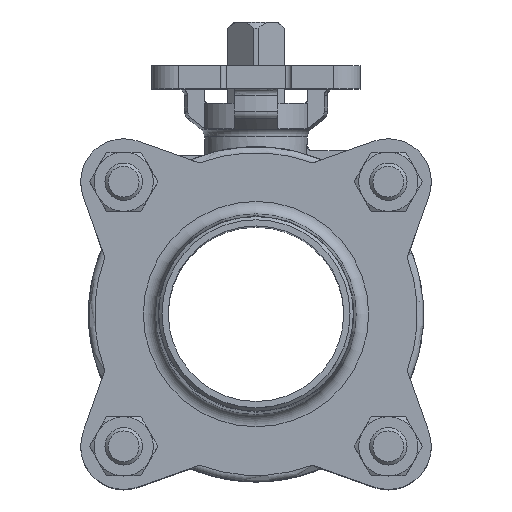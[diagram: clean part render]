
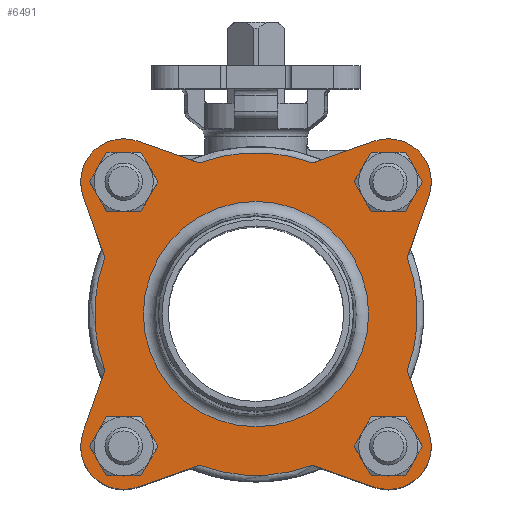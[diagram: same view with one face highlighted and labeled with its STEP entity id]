
A CAD part, top view. The second image highlights one B-rep face of the part: STEP entity #6491.
In plain terms, the highlighted planar face has unit normal (0, 0, 1).
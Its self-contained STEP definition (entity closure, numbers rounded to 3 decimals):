
#294=LINE('',#11155,#576);
#295=LINE('',#11159,#577);
#296=LINE('',#11160,#578);
#297=LINE('',#11164,#579);
#298=LINE('',#11165,#580);
#299=LINE('',#11169,#581);
#300=LINE('',#11170,#582);
#301=LINE('',#11174,#583);
#576=VECTOR('',#8382,1000.);
#577=VECTOR('',#8385,1000.);
#578=VECTOR('',#8386,1000.);
#579=VECTOR('',#8389,1000.);
#580=VECTOR('',#8390,1000.);
#581=VECTOR('',#8393,1000.);
#582=VECTOR('',#8394,1000.);
#583=VECTOR('',#8397,1000.);
#741=PLANE('',#7116);
#955=CIRCLE('',#6937,51.75);
#958=CIRCLE('',#6941,51.75);
#960=CIRCLE('',#6944,51.75);
#1074=CIRCLE('',#7117,9.);
#1075=CIRCLE('',#7118,9.);
#1076=CIRCLE('',#7119,9.);
#1077=CIRCLE('',#7120,9.);
#1078=CIRCLE('',#7121,51.75);
#1079=CIRCLE('',#7122,13.8);
#1080=CIRCLE('',#7123,13.8);
#1081=CIRCLE('',#7124,13.8);
#1082=CIRCLE('',#7125,13.8);
#1083=CIRCLE('',#7126,36.123);
#1866=ORIENTED_EDGE('',*,*,#3715,.F.);
#1867=ORIENTED_EDGE('',*,*,#3716,.F.);
#1868=ORIENTED_EDGE('',*,*,#3717,.F.);
#1869=ORIENTED_EDGE('',*,*,#3718,.F.);
#1870=ORIENTED_EDGE('',*,*,#3719,.F.);
#1871=ORIENTED_EDGE('',*,*,#3720,.T.);
#1872=ORIENTED_EDGE('',*,*,#3721,.T.);
#1873=ORIENTED_EDGE('',*,*,#3722,.T.);
#1874=ORIENTED_EDGE('',*,*,#3408,.F.);
#1875=ORIENTED_EDGE('',*,*,#3723,.T.);
#1876=ORIENTED_EDGE('',*,*,#3724,.T.);
#1877=ORIENTED_EDGE('',*,*,#3725,.T.);
#1878=ORIENTED_EDGE('',*,*,#3414,.F.);
#1879=ORIENTED_EDGE('',*,*,#3726,.T.);
#1880=ORIENTED_EDGE('',*,*,#3727,.T.);
#1881=ORIENTED_EDGE('',*,*,#3728,.T.);
#1882=ORIENTED_EDGE('',*,*,#3418,.F.);
#1883=ORIENTED_EDGE('',*,*,#3729,.T.);
#1884=ORIENTED_EDGE('',*,*,#3730,.T.);
#1885=ORIENTED_EDGE('',*,*,#3731,.T.);
#1886=ORIENTED_EDGE('',*,*,#3732,.T.);
#3408=EDGE_CURVE('',#4333,#4335,#955,.T.);
#3414=EDGE_CURVE('',#4340,#4338,#958,.T.);
#3418=EDGE_CURVE('',#4344,#4342,#960,.T.);
#3715=EDGE_CURVE('',#4569,#4569,#1074,.T.);
#3716=EDGE_CURVE('',#4570,#4570,#1075,.T.);
#3717=EDGE_CURVE('',#4571,#4571,#1076,.T.);
#3718=EDGE_CURVE('',#4572,#4572,#1077,.T.);
#3719=EDGE_CURVE('',#4573,#4574,#1078,.T.);
#3720=EDGE_CURVE('',#4573,#4575,#294,.T.);
#3721=EDGE_CURVE('',#4575,#4576,#1079,.T.);
#3722=EDGE_CURVE('',#4576,#4335,#295,.T.);
#3723=EDGE_CURVE('',#4333,#4577,#296,.T.);
#3724=EDGE_CURVE('',#4577,#4578,#1080,.T.);
#3725=EDGE_CURVE('',#4578,#4338,#297,.T.);
#3726=EDGE_CURVE('',#4340,#4579,#298,.T.);
#3727=EDGE_CURVE('',#4579,#4580,#1081,.T.);
#3728=EDGE_CURVE('',#4580,#4342,#299,.T.);
#3729=EDGE_CURVE('',#4344,#4581,#300,.T.);
#3730=EDGE_CURVE('',#4581,#4582,#1082,.T.);
#3731=EDGE_CURVE('',#4582,#4574,#301,.T.);
#3732=EDGE_CURVE('',#4583,#4583,#1083,.T.);
#4333=VERTEX_POINT('',#10271);
#4335=VERTEX_POINT('',#10274);
#4338=VERTEX_POINT('',#10291);
#4340=VERTEX_POINT('',#10300);
#4342=VERTEX_POINT('',#10310);
#4344=VERTEX_POINT('',#10319);
#4569=VERTEX_POINT('',#11145);
#4570=VERTEX_POINT('',#11147);
#4571=VERTEX_POINT('',#11149);
#4572=VERTEX_POINT('',#11151);
#4573=VERTEX_POINT('',#11153);
#4574=VERTEX_POINT('',#11154);
#4575=VERTEX_POINT('',#11156);
#4576=VERTEX_POINT('',#11158);
#4577=VERTEX_POINT('',#11161);
#4578=VERTEX_POINT('',#11163);
#4579=VERTEX_POINT('',#11166);
#4580=VERTEX_POINT('',#11168);
#4581=VERTEX_POINT('',#11171);
#4582=VERTEX_POINT('',#11173);
#4583=VERTEX_POINT('',#11176);
#5263=EDGE_LOOP('',(#1866));
#5264=EDGE_LOOP('',(#1867));
#5265=EDGE_LOOP('',(#1868));
#5266=EDGE_LOOP('',(#1869));
#5267=EDGE_LOOP('',(#1870,#1871,#1872,#1873,#1874,#1875,#1876,#1877,#1878,
#1879,#1880,#1881,#1882,#1883,#1884,#1885));
#5268=EDGE_LOOP('',(#1886));
#5826=FACE_BOUND('',#5263,.T.);
#5827=FACE_BOUND('',#5264,.T.);
#5828=FACE_BOUND('',#5265,.T.);
#5829=FACE_BOUND('',#5266,.T.);
#5830=FACE_BOUND('',#5267,.T.);
#5831=FACE_BOUND('',#5268,.T.);
#6491=ADVANCED_FACE('',(#5826,#5827,#5828,#5829,#5830,#5831),#741,.F.);
#6937=AXIS2_PLACEMENT_3D('',#10273,#7905,#7906);
#6941=AXIS2_PLACEMENT_3D('',#10301,#7913,#7914);
#6944=AXIS2_PLACEMENT_3D('',#10320,#7919,#7920);
#7116=AXIS2_PLACEMENT_3D('',#11143,#8370,#8371);
#7117=AXIS2_PLACEMENT_3D('',#11144,#8372,#8373);
#7118=AXIS2_PLACEMENT_3D('',#11146,#8374,#8375);
#7119=AXIS2_PLACEMENT_3D('',#11148,#8376,#8377);
#7120=AXIS2_PLACEMENT_3D('',#11150,#8378,#8379);
#7121=AXIS2_PLACEMENT_3D('',#11152,#8380,#8381);
#7122=AXIS2_PLACEMENT_3D('',#11157,#8383,#8384);
#7123=AXIS2_PLACEMENT_3D('',#11162,#8387,#8388);
#7124=AXIS2_PLACEMENT_3D('',#11167,#8391,#8392);
#7125=AXIS2_PLACEMENT_3D('',#11172,#8395,#8396);
#7126=AXIS2_PLACEMENT_3D('',#11175,#8398,#8399);
#7905=DIRECTION('',(0.,0.,-1.));
#7906=DIRECTION('',(-1.,0.,0.));
#7913=DIRECTION('',(0.,0.,-1.));
#7914=DIRECTION('',(-1.,0.,0.));
#7919=DIRECTION('',(0.,0.,-1.));
#7920=DIRECTION('',(-1.,0.,0.));
#8370=DIRECTION('',(0.,0.,-1.));
#8371=DIRECTION('',(-1.,0.,0.));
#8372=DIRECTION('',(0.,0.,1.));
#8373=DIRECTION('',(1.,0.,0.));
#8374=DIRECTION('',(0.,0.,1.));
#8375=DIRECTION('',(1.,0.,0.));
#8376=DIRECTION('',(0.,0.,1.));
#8377=DIRECTION('',(1.,0.,0.));
#8378=DIRECTION('',(0.,0.,1.));
#8379=DIRECTION('',(1.,0.,0.));
#8380=DIRECTION('',(0.,0.,-1.));
#8381=DIRECTION('',(-1.,0.,0.));
#8382=DIRECTION('',(-0.943,0.334,0.));
#8383=DIRECTION('',(0.,0.,1.));
#8384=DIRECTION('',(1.,0.,0.));
#8385=DIRECTION('',(0.334,-0.943,0.));
#8386=DIRECTION('',(-0.334,-0.943,0.));
#8387=DIRECTION('',(0.,0.,1.));
#8388=DIRECTION('',(1.,0.,0.));
#8389=DIRECTION('',(0.943,0.334,0.));
#8390=DIRECTION('',(0.943,-0.334,0.));
#8391=DIRECTION('',(0.,0.,1.));
#8392=DIRECTION('',(1.,0.,0.));
#8393=DIRECTION('',(-0.334,0.943,0.));
#8394=DIRECTION('',(0.334,0.943,0.));
#8395=DIRECTION('',(0.,0.,1.));
#8396=DIRECTION('',(1.,0.,0.));
#8397=DIRECTION('',(-0.943,-0.334,0.));
#8398=DIRECTION('',(0.,0.,-1.));
#8399=DIRECTION('',(0.,1.,0.));
#10271=CARTESIAN_POINT('',(-48.466,-18.141,54.));
#10273=CARTESIAN_POINT('',(0.,0.,54.));
#10274=CARTESIAN_POINT('',(-48.466,18.141,54.));
#10291=CARTESIAN_POINT('',(-18.141,-48.466,54.));
#10300=CARTESIAN_POINT('',(18.141,-48.466,54.));
#10301=CARTESIAN_POINT('',(0.,0.,54.));
#10310=CARTESIAN_POINT('',(48.466,-18.141,54.));
#10319=CARTESIAN_POINT('',(48.466,18.141,54.));
#10320=CARTESIAN_POINT('',(0.,0.,54.));
#11143=CARTESIAN_POINT('',(0.,0.,54.));
#11144=CARTESIAN_POINT('',(42.426,-42.426,54.));
#11145=CARTESIAN_POINT('',(51.426,-42.426,54.));
#11146=CARTESIAN_POINT('',(-42.426,-42.426,54.));
#11147=CARTESIAN_POINT('',(-33.426,-42.426,54.));
#11148=CARTESIAN_POINT('',(-42.426,42.426,54.));
#11149=CARTESIAN_POINT('',(-33.426,42.426,54.));
#11150=CARTESIAN_POINT('',(42.426,42.426,54.));
#11151=CARTESIAN_POINT('',(51.426,42.426,54.));
#11152=CARTESIAN_POINT('',(0.,0.,54.));
#11153=CARTESIAN_POINT('',(-18.141,48.466,54.));
#11154=CARTESIAN_POINT('',(18.141,48.466,54.));
#11155=CARTESIAN_POINT('',(0.,42.042,54.));
#11156=CARTESIAN_POINT('',(-37.82,55.435,54.));
#11157=CARTESIAN_POINT('',(-42.426,42.426,54.));
#11158=CARTESIAN_POINT('',(-55.435,37.82,54.));
#11159=CARTESIAN_POINT('',(-55.435,37.82,54.));
#11160=CARTESIAN_POINT('',(-42.042,0.,54.));
#11161=CARTESIAN_POINT('',(-55.435,-37.82,54.));
#11162=CARTESIAN_POINT('',(-42.426,-42.426,54.));
#11163=CARTESIAN_POINT('',(-37.82,-55.435,54.));
#11164=CARTESIAN_POINT('',(-37.82,-55.435,54.));
#11165=CARTESIAN_POINT('',(0.,-42.042,54.));
#11166=CARTESIAN_POINT('',(37.82,-55.435,54.));
#11167=CARTESIAN_POINT('',(42.426,-42.426,54.));
#11168=CARTESIAN_POINT('',(55.435,-37.82,54.));
#11169=CARTESIAN_POINT('',(55.435,-37.82,54.));
#11170=CARTESIAN_POINT('',(42.042,0.,54.));
#11171=CARTESIAN_POINT('',(55.435,37.82,54.));
#11172=CARTESIAN_POINT('',(42.426,42.426,54.));
#11173=CARTESIAN_POINT('',(37.82,55.435,54.));
#11174=CARTESIAN_POINT('',(37.82,55.435,54.));
#11175=CARTESIAN_POINT('',(0.,0.,54.));
#11176=CARTESIAN_POINT('',(0.,36.123,54.));
